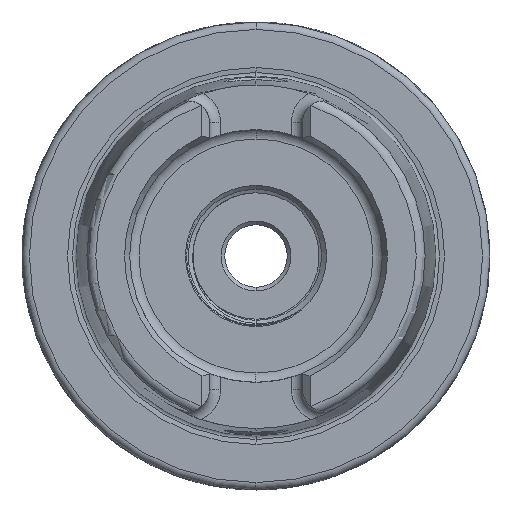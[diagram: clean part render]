
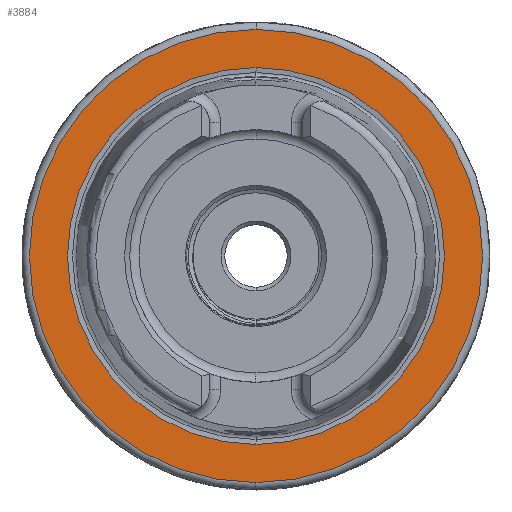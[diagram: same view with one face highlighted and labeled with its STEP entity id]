
A CAD part, left-side view. The second image highlights one B-rep face of the part: STEP entity #3884.
In plain terms, the highlighted planar face has unit normal (-1, 0, 0).
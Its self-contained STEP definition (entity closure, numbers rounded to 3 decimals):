
#1828 = EDGE_LOOP ( 'NONE', ( #18591, #18598 ) ) ;
#1877 = EDGE_LOOP ( 'NONE', ( #18670, #18627 ) ) ;
#3884 = ADVANCED_FACE ( 'NONE', ( #19240, #19309 ), #5411, .T. ) ;
#3964 = CIRCLE ( 'NONE', #23452, 25.369 ) ;
#4585 = CIRCLE ( 'NONE', #23590, 30.5 ) ;
#4775 = CIRCLE ( 'NONE', #23363, 25.369 ) ;
#4816 = CIRCLE ( 'NONE', #23408, 30.5 ) ;
#5411 = PLANE ( 'NONE',  #21662 ) ;
#5416 = CARTESIAN_POINT ( 'NONE',  ( 0., 25.369, 0. ) ) ;
#5417 = DIRECTION ( 'NONE',  ( -1., 0., 0. ) ) ;
#5424 = DIRECTION ( 'NONE',  ( 0., 0., 1. ) ) ;
#7015 = DIRECTION ( 'NONE',  ( -1., 0., 0. ) ) ;
#7016 = DIRECTION ( 'NONE',  ( 0., 0., 1. ) ) ;
#7048 = CARTESIAN_POINT ( 'NONE',  ( 0., 0., 0. ) ) ;
#7289 = CARTESIAN_POINT ( 'NONE',  ( 0., 0., -25.369 ) ) ;
#7303 = CARTESIAN_POINT ( 'NONE',  ( 0., 0., 25.369 ) ) ;
#7313 = CARTESIAN_POINT ( 'NONE',  ( 0., 0., 30.5 ) ) ;
#7329 = CARTESIAN_POINT ( 'NONE',  ( 0., 0., -30.5 ) ) ;
#18591 = ORIENTED_EDGE ( 'NONE', *, *, #24062, .T. ) ;
#18598 = ORIENTED_EDGE ( 'NONE', *, *, #21892, .T. ) ;
#18627 = ORIENTED_EDGE ( 'NONE', *, *, #22004, .T. ) ;
#18670 = ORIENTED_EDGE ( 'NONE', *, *, #21554, .T. ) ;
#19240 = FACE_OUTER_BOUND ( 'NONE', #1828, .T. ) ;
#19309 = FACE_BOUND ( 'NONE', #1877, .T. ) ;
#20828 = CARTESIAN_POINT ( 'NONE',  ( 0., 0., 0. ) ) ;
#20833 = DIRECTION ( 'NONE',  ( 1., 0., 0. ) ) ;
#20835 = DIRECTION ( 'NONE',  ( 0., 0., -1. ) ) ;
#21554 = EDGE_CURVE ( 'NONE', #24312, #24305, #4775, .T. ) ;
#21662 = AXIS2_PLACEMENT_3D ( 'NONE', #5416, #5417, #5424 ) ;
#21892 = EDGE_CURVE ( 'NONE', #24250, #24276, #4816, .T. ) ;
#22004 = EDGE_CURVE ( 'NONE', #24305, #24312, #3964, .T. ) ;
#22758 = DIRECTION ( 'NONE',  ( 0., 0., -1. ) ) ;
#22762 = CARTESIAN_POINT ( 'NONE',  ( 0., 0., 0. ) ) ;
#22774 = DIRECTION ( 'NONE',  ( 1., 0., 0. ) ) ;
#22871 = DIRECTION ( 'NONE',  ( 0., 0., 1. ) ) ;
#22892 = DIRECTION ( 'NONE',  ( -1., 0., 0. ) ) ;
#22895 = CARTESIAN_POINT ( 'NONE',  ( 0., 0., 0. ) ) ;
#23363 = AXIS2_PLACEMENT_3D ( 'NONE', #20828, #20833, #20835 ) ;
#23408 = AXIS2_PLACEMENT_3D ( 'NONE', #22895, #22892, #22871 ) ;
#23452 = AXIS2_PLACEMENT_3D ( 'NONE', #22762, #22774, #22758 ) ;
#23590 = AXIS2_PLACEMENT_3D ( 'NONE', #7048, #7015, #7016 ) ;
#24062 = EDGE_CURVE ( 'NONE', #24276, #24250, #4585, .T. ) ;
#24250 = VERTEX_POINT ( 'NONE', #7329 ) ;
#24276 = VERTEX_POINT ( 'NONE', #7313 ) ;
#24305 = VERTEX_POINT ( 'NONE', #7289 ) ;
#24312 = VERTEX_POINT ( 'NONE', #7303 ) ;
